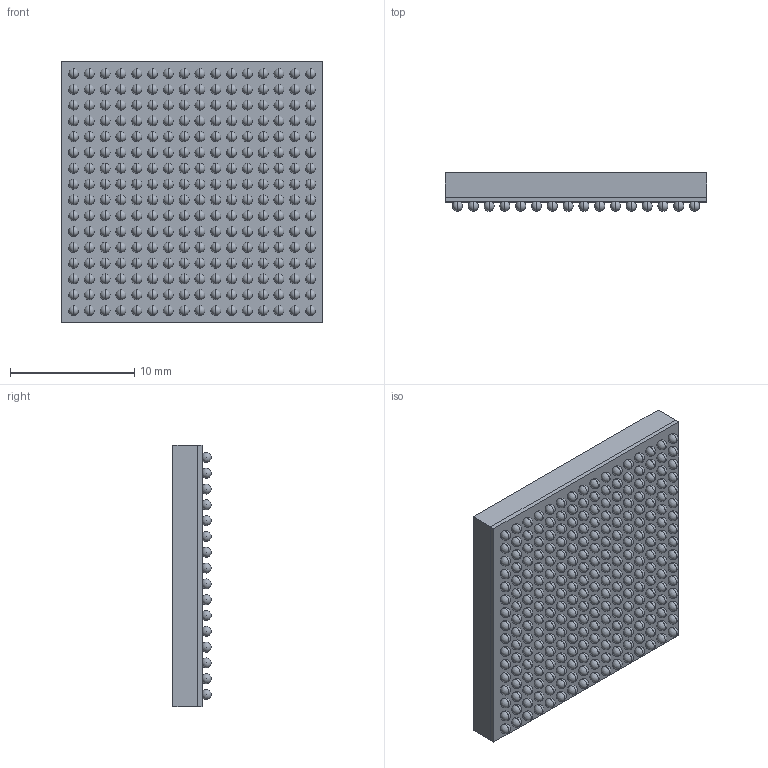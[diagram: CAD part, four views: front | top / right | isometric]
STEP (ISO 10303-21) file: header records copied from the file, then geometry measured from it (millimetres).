
FILE_DESCRIPTION (( 'STEP AP214' ), '1' );
FILE_NAME ('OSD3358-512M-BSM.STEP', '2018-10-12T11:33:44', ( '' ), ( '' ), 'SwSTEP 2.0', 'SolidWorks 2017', '' );
FILE_SCHEMA (( 'AUTOMOTIVE_DESIGN' ));
Length unit declared in the file: millimetre
Products named in the file (1): OSD3358-512M-BSM
Bounding box: 21 x 3.08 x 21 mm (x, y, z)
Volume: 1105 mm3; surface area: 2478.2 mm2
Topology: 259 solids, 259 shells, 531 faces, 1828 edges, 1304 vertices
Faces by surface type: sphere 512, plane 15, cylinder 4
Entity records: 18706 total; most frequent: DIRECTION 2132, CARTESIAN_POINT 1616, ORIENTED_EDGE 1096, AXIS2_PLACEMENT_3D 1052, UNCERTAINTY_MEASURE_WITH_UNIT 773, SURFACE_STYLE_FILL_AREA 772, SURFACE_STYLE_USAGE 772, FILL_AREA_STYLE 772
